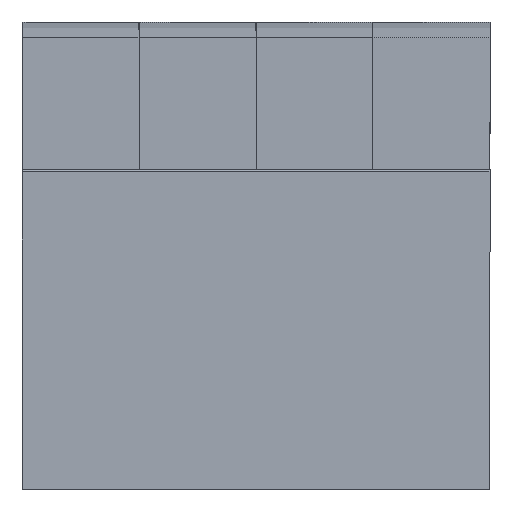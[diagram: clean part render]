
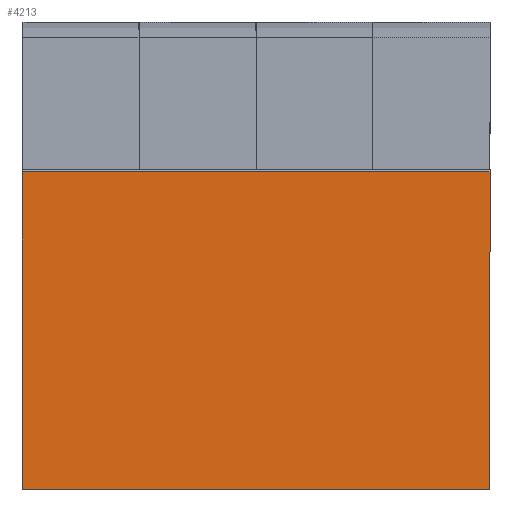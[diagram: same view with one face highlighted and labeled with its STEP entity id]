
A CAD part, front view. The second image highlights one B-rep face of the part: STEP entity #4213.
In plain terms, the highlighted planar face has unit normal (0, -1, 0).
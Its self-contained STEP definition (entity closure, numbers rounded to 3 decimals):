
#1667=CARTESIAN_POINT('',(0.0,-43.85,-4.8));
#1668=VERTEX_POINT('',#1667);
#1675=CARTESIAN_POINT('',(0.,-43.85,44.101));
#1676=VERTEX_POINT('',#1675);
#1677=CARTESIAN_POINT('',(0.,-43.85,44.101));
#1678=DIRECTION('',(0.0,0.0,-1.0));
#1679=VECTOR('',#1678,48.9);
#1680=LINE('',#1677,#1679);
#1681=EDGE_CURVE('',#1676,#1668,#1680,.T.);
#4170=CARTESIAN_POINT('',(72.,-43.85,44.101));
#4171=VERTEX_POINT('',#4170);
#4172=CARTESIAN_POINT('',(72.,-43.85,44.101));
#4173=DIRECTION('',(-1.0,0.0,0.0));
#4174=VECTOR('',#4173,72.0);
#4175=LINE('',#4172,#4174);
#4176=EDGE_CURVE('',#4171,#1676,#4175,.T.);
#4190=CARTESIAN_POINT('',(72.0,-43.85,-0.799));
#4191=DIRECTION('',(0.0,-1.0,0.0));
#4192=DIRECTION('',(1.0,0.0,0.0));
#4193=AXIS2_PLACEMENT_3D('',#4190,#4191,#4192);
#4194=PLANE('',#4193);
#4195=CARTESIAN_POINT('',(72.0,-43.85,-4.8));
#4196=VERTEX_POINT('',#4195);
#4197=CARTESIAN_POINT('',(72.0,-43.85,-4.8));
#4198=DIRECTION('',(-1.0,0.0,0.0));
#4199=VECTOR('',#4198,72.0);
#4200=LINE('',#4197,#4199);
#4201=EDGE_CURVE('',#4196,#1668,#4200,.T.);
#4202=ORIENTED_EDGE('',*,*,#4201,.F.);
#4203=CARTESIAN_POINT('',(72.0,-43.85,-4.8));
#4204=DIRECTION('',(0.0,0.0,1.0));
#4205=VECTOR('',#4204,48.9);
#4206=LINE('',#4203,#4205);
#4207=EDGE_CURVE('',#4196,#4171,#4206,.T.);
#4208=ORIENTED_EDGE('',*,*,#4207,.T.);
#4209=ORIENTED_EDGE('',*,*,#4176,.T.);
#4210=ORIENTED_EDGE('',*,*,#1681,.T.);
#4211=EDGE_LOOP('',(#4202,#4208,#4209,#4210));
#4212=FACE_OUTER_BOUND('',#4211,.T.);
#4213=ADVANCED_FACE('',(#4212),#4194,.T.);
